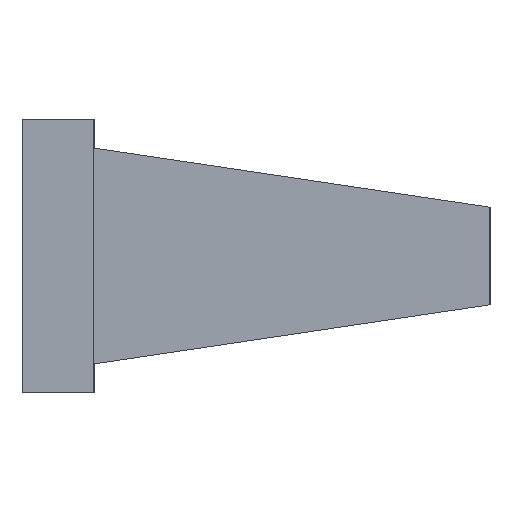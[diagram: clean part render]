
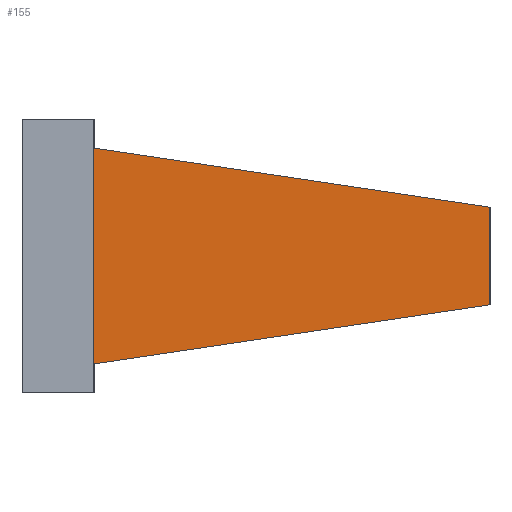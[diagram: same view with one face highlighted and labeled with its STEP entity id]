
A CAD part, left-side view. The second image highlights one B-rep face of the part: STEP entity #155.
In plain terms, the highlighted planar face has unit normal (-1, 0, 0).
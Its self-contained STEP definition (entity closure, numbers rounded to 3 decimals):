
#155=ADVANCED_FACE('',(#303),#229,.T.);
#229=PLANE('',#1580);
#303=FACE_OUTER_BOUND('',#377,.T.);
#377=EDGE_LOOP('',(#729,#730,#731,#732));
#729=ORIENTED_EDGE('',*,*,#946,.T.);
#730=ORIENTED_EDGE('',*,*,#1091,.F.);
#731=ORIENTED_EDGE('',*,*,#1096,.F.);
#732=ORIENTED_EDGE('',*,*,#1092,.T.);
#817=VERTEX_POINT('',#1998);
#819=VERTEX_POINT('',#2001);
#906=VERTEX_POINT('',#2284);
#907=VERTEX_POINT('',#2288);
#946=EDGE_CURVE('',#819,#817,#1146,.T.);
#1091=EDGE_CURVE('',#906,#817,#1291,.T.);
#1092=EDGE_CURVE('',#907,#819,#1292,.T.);
#1096=EDGE_CURVE('',#907,#906,#1296,.T.);
#1146=LINE('',#2000,#1346);
#1291=LINE('',#2285,#1491);
#1292=LINE('',#2287,#1492);
#1296=LINE('',#2295,#1496);
#1346=VECTOR('',#1627,1.);
#1491=VECTOR('',#1876,1.);
#1492=VECTOR('',#1879,1.);
#1496=VECTOR('',#1887,1.);
#1580=AXIS2_PLACEMENT_3D('',#2297,#1890,#1891);
#1627=DIRECTION('',(0.,0.,-1.));
#1876=DIRECTION('',(0.,0.989,-0.148));
#1879=DIRECTION('',(0.,0.989,0.148));
#1887=DIRECTION('',(0.,0.,-1.));
#1890=DIRECTION('',(-1.,0.,0.));
#1891=DIRECTION('',(0.,0.,1.));
#1998=CARTESIAN_POINT('',(-10.8,-1.,0.4));
#2000=CARTESIAN_POINT('',(-10.8,-1.,3.4));
#2001=CARTESIAN_POINT('',(-10.8,-1.,3.4));
#2284=CARTESIAN_POINT('',(-10.8,-6.5,1.222));
#2285=CARTESIAN_POINT('',(-10.8,-3.884,0.831));
#2287=CARTESIAN_POINT('',(-10.8,-3.445,3.035));
#2288=CARTESIAN_POINT('',(-10.8,-6.5,2.578));
#2295=CARTESIAN_POINT('',(-10.8,-6.5,3.4));
#2297=CARTESIAN_POINT('',(-10.8,-3.5,3.4));
